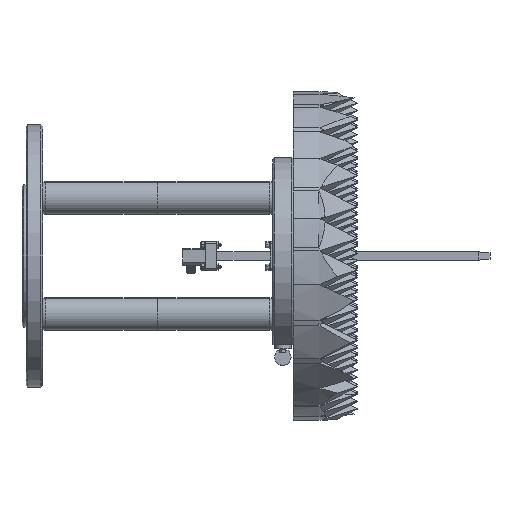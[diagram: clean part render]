
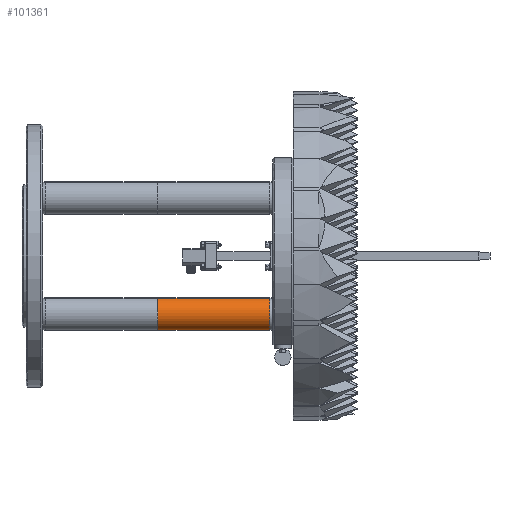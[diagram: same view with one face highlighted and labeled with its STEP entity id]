
A CAD part, left-side view. The second image highlights one B-rep face of the part: STEP entity #101361.
In plain terms, the highlighted cylindrical face has radius 12.7 mm (diameter 25.4 mm), a partial arc.
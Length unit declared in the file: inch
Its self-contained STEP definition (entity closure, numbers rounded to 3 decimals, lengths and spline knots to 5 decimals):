
#6364 = DIRECTION ( 'NONE',  ( -0.286, 0., 0.958 ) ) ;
#10172 = CARTESIAN_POINT ( 'NONE',  ( -1.62465, -3.51, -2.24685 ) ) ;
#10591 = CARTESIAN_POINT ( 'NONE',  ( -1.62465, -3.51, -2.24685 ) ) ;
#13268 = VERTEX_POINT ( 'NONE', #74435 ) ;
#15360 = EDGE_CURVE ( 'NONE', #57926, #97299, #37859, .T. ) ;
#17070 = AXIS2_PLACEMENT_3D ( 'NONE', #59095, #44433, #84745 ) ;
#20943 = ORIENTED_EDGE ( 'NONE', *, *, #27925, .F. ) ;
#24428 = ORIENTED_EDGE ( 'NONE', *, *, #15360, .F. ) ;
#25440 = EDGE_CURVE ( 'NONE', #13268, #97299, #31588, .T. ) ;
#26723 = CYLINDRICAL_SURFACE ( 'NONE', #45360, 0.5 ) ;
#27925 = EDGE_CURVE ( 'NONE', #13268, #41576, #44818, .T. ) ;
#31588 = LINE ( 'NONE', #49502, #31958 ) ;
#31958 = VECTOR ( 'NONE', #98421, 39.37008 ) ;
#37859 = CIRCLE ( 'NONE', #17070, 0.5 ) ;
#39946 = CARTESIAN_POINT ( 'NONE',  ( -1.62465, -6.91, -2.24685 ) ) ;
#41576 = VERTEX_POINT ( 'NONE', #39946 ) ;
#44433 = DIRECTION ( 'NONE',  ( 0., 1., 0. ) ) ;
#44818 = CIRCLE ( 'NONE', #62128, 0.5 ) ;
#45360 = AXIS2_PLACEMENT_3D ( 'NONE', #102187, #94090, #84979 ) ;
#49502 = CARTESIAN_POINT ( 'NONE',  ( -1.91088, -6.91, -1.28869 ) ) ;
#53649 = ORIENTED_EDGE ( 'NONE', *, *, #25440, .T. ) ;
#57926 = VERTEX_POINT ( 'NONE', #10172 ) ;
#59095 = CARTESIAN_POINT ( 'NONE',  ( -1.76777, -3.51, -1.76777 ) ) ;
#62128 = AXIS2_PLACEMENT_3D ( 'NONE', #71120, #62878, #6364 ) ;
#62878 = DIRECTION ( 'NONE',  ( 0., -1., 0. ) ) ;
#67765 = LINE ( 'NONE', #10591, #103886 ) ;
#69727 = FACE_OUTER_BOUND ( 'NONE', #79446, .T. ) ;
#71120 = CARTESIAN_POINT ( 'NONE',  ( -1.76777, -6.91, -1.76777 ) ) ;
#74435 = CARTESIAN_POINT ( 'NONE',  ( -1.91088, -6.91, -1.28869 ) ) ;
#79446 = EDGE_LOOP ( 'NONE', ( #24428, #83780, #20943, #53649 ) ) ;
#82555 = CARTESIAN_POINT ( 'NONE',  ( -1.91088, -3.51, -1.28869 ) ) ;
#83780 = ORIENTED_EDGE ( 'NONE', *, *, #100279, .T. ) ;
#84745 = DIRECTION ( 'NONE',  ( 0.286, 0., -0.958 ) ) ;
#84979 = DIRECTION ( 'NONE',  ( 0.286, 0., -0.958 ) ) ;
#94090 = DIRECTION ( 'NONE',  ( 0., -1., 0. ) ) ;
#97299 = VERTEX_POINT ( 'NONE', #82555 ) ;
#98421 = DIRECTION ( 'NONE',  ( 0., 1., 0. ) ) ;
#100279 = EDGE_CURVE ( 'NONE', #57926, #41576, #67765, .T. ) ;
#100755 = DIRECTION ( 'NONE',  ( 0., -1., 0. ) ) ;
#101361 = ADVANCED_FACE ( 'NONE', ( #69727 ), #26723, .T. ) ;
#102187 = CARTESIAN_POINT ( 'NONE',  ( -1.76777, -6.28594, -1.76777 ) ) ;
#103886 = VECTOR ( 'NONE', #100755, 39.37008 ) ;
